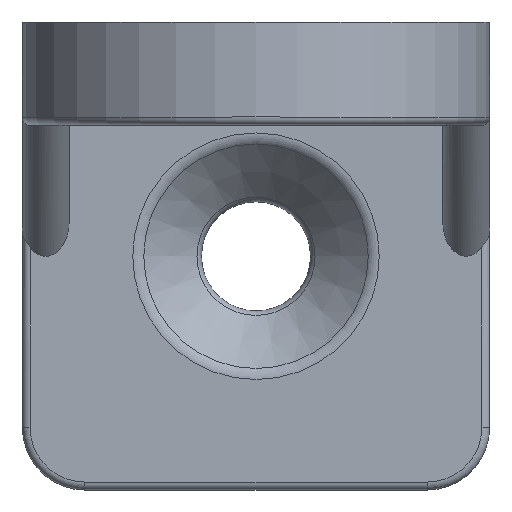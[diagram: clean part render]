
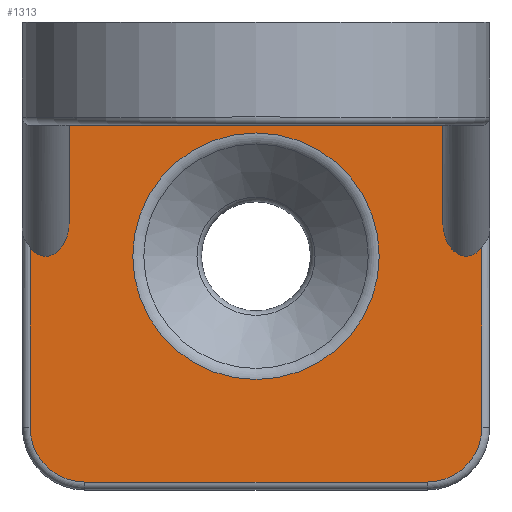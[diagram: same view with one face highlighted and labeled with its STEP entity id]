
A CAD part, top view. The second image highlights one B-rep face of the part: STEP entity #1313.
In plain terms, the highlighted planar face has unit normal (0, 0, 1).
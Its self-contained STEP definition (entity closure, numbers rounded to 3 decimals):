
#35=FACE_BOUND('',#434,.T.);
#47=ELLIPSE('',#1424,2.175,1.5);
#48=ELLIPSE('',#1425,2.175,1.5);
#55=PLANE('',#1423);
#120=LINE('',#1994,#231);
#121=LINE('',#1998,#232);
#122=LINE('',#2000,#233);
#123=LINE('',#2002,#234);
#124=LINE('',#2006,#235);
#125=LINE('',#2010,#236);
#231=VECTOR('',#1601,10.);
#232=VECTOR('',#1604,10.);
#233=VECTOR('',#1605,10.);
#234=VECTOR('',#1606,10.);
#235=VECTOR('',#1609,10.);
#236=VECTOR('',#1612,10.);
#355=FACE_OUTER_BOUND('',#433,.T.);
#433=EDGE_LOOP('',(#942,#943,#944,#945,#946,#947,#948,#949,#950,#951));
#434=EDGE_LOOP('',(#952));
#532=CIRCLE('',#1421,7.914);
#534=CIRCLE('',#1426,3.5);
#535=CIRCLE('',#1427,3.5);
#589=VERTEX_POINT('',#1988);
#590=VERTEX_POINT('',#1992);
#591=VERTEX_POINT('',#1993);
#592=VERTEX_POINT('',#1995);
#593=VERTEX_POINT('',#1997);
#594=VERTEX_POINT('',#1999);
#595=VERTEX_POINT('',#2001);
#596=VERTEX_POINT('',#2003);
#597=VERTEX_POINT('',#2005);
#598=VERTEX_POINT('',#2007);
#599=VERTEX_POINT('',#2009);
#725=EDGE_CURVE('',#589,#589,#532,.T.);
#727=EDGE_CURVE('',#590,#591,#120,.T.);
#728=EDGE_CURVE('',#592,#590,#47,.F.);
#729=EDGE_CURVE('',#592,#593,#121,.T.);
#730=EDGE_CURVE('',#593,#594,#122,.T.);
#731=EDGE_CURVE('',#594,#595,#123,.T.);
#732=EDGE_CURVE('',#596,#595,#48,.F.);
#733=EDGE_CURVE('',#597,#596,#124,.T.);
#734=EDGE_CURVE('',#598,#597,#534,.T.);
#735=EDGE_CURVE('',#599,#598,#125,.T.);
#736=EDGE_CURVE('',#591,#599,#535,.T.);
#942=ORIENTED_EDGE('',*,*,#727,.F.);
#943=ORIENTED_EDGE('',*,*,#728,.F.);
#944=ORIENTED_EDGE('',*,*,#729,.T.);
#945=ORIENTED_EDGE('',*,*,#730,.T.);
#946=ORIENTED_EDGE('',*,*,#731,.T.);
#947=ORIENTED_EDGE('',*,*,#732,.F.);
#948=ORIENTED_EDGE('',*,*,#733,.F.);
#949=ORIENTED_EDGE('',*,*,#734,.F.);
#950=ORIENTED_EDGE('',*,*,#735,.F.);
#951=ORIENTED_EDGE('',*,*,#736,.F.);
#952=ORIENTED_EDGE('',*,*,#725,.F.);
#1313=ADVANCED_FACE('',(#355,#35),#55,.T.);
#1421=AXIS2_PLACEMENT_3D('',#1989,#1595,#1596);
#1423=AXIS2_PLACEMENT_3D('',#1991,#1599,#1600);
#1424=AXIS2_PLACEMENT_3D('',#1996,#1602,#1603);
#1425=AXIS2_PLACEMENT_3D('',#2004,#1607,#1608);
#1426=AXIS2_PLACEMENT_3D('',#2008,#1610,#1611);
#1427=AXIS2_PLACEMENT_3D('',#2011,#1613,#1614);
#1595=DIRECTION('center_axis',(0.,0.,1.));
#1596=DIRECTION('ref_axis',(-1.,0.,0.));
#1599=DIRECTION('center_axis',(0.,0.,1.));
#1600=DIRECTION('ref_axis',(1.,0.,0.));
#1601=DIRECTION('',(0.,-1.,0.));
#1602=DIRECTION('center_axis',(0.,0.,-1.));
#1603=DIRECTION('ref_axis',(0.,-1.,0.));
#1604=DIRECTION('',(0.,1.,0.));
#1605=DIRECTION('',(-1.,0.,0.));
#1606=DIRECTION('',(0.,-1.,0.));
#1607=DIRECTION('center_axis',(0.,0.,-1.));
#1608=DIRECTION('ref_axis',(0.,-1.,0.));
#1609=DIRECTION('',(0.,1.,0.));
#1610=DIRECTION('center_axis',(0.,0.,-1.));
#1611=DIRECTION('ref_axis',(-0.707,-0.707,0.));
#1612=DIRECTION('',(-1.,0.,0.));
#1613=DIRECTION('center_axis',(0.,0.,-1.));
#1614=DIRECTION('ref_axis',(0.707,-0.707,0.));
#1988=CARTESIAN_POINT('',(7.914,0.,0.));
#1989=CARTESIAN_POINT('Origin',(0.,0.,0.));
#1991=CARTESIAN_POINT('Origin',(0.,0.,0.));
#1992=CARTESIAN_POINT('',(14.5,0.554,0.));
#1993=CARTESIAN_POINT('',(14.5,-11.,0.));
#1994=CARTESIAN_POINT('',(14.5,7.5,0.));
#1995=CARTESIAN_POINT('',(12.,2.175,0.));
#1996=CARTESIAN_POINT('Origin',(13.5,2.175,0.));
#1997=CARTESIAN_POINT('',(12.,8.4,0.));
#1998=CARTESIAN_POINT('',(12.,2.1,0.));
#1999=CARTESIAN_POINT('',(-12.,8.4,0.));
#2000=CARTESIAN_POINT('',(-7.5,8.4,0.));
#2001=CARTESIAN_POINT('',(-12.,2.175,0.));
#2002=CARTESIAN_POINT('',(-12.,2.1,0.));
#2003=CARTESIAN_POINT('',(-14.5,0.554,0.));
#2004=CARTESIAN_POINT('Origin',(-13.5,2.175,0.));
#2005=CARTESIAN_POINT('',(-14.5,-11.,0.));
#2006=CARTESIAN_POINT('',(-14.5,-7.5,0.));
#2007=CARTESIAN_POINT('',(-11.,-14.5,0.));
#2008=CARTESIAN_POINT('Origin',(-11.,-11.,0.));
#2009=CARTESIAN_POINT('',(11.,-14.5,0.));
#2010=CARTESIAN_POINT('',(7.5,-14.5,0.));
#2011=CARTESIAN_POINT('Origin',(11.,-11.,0.));
